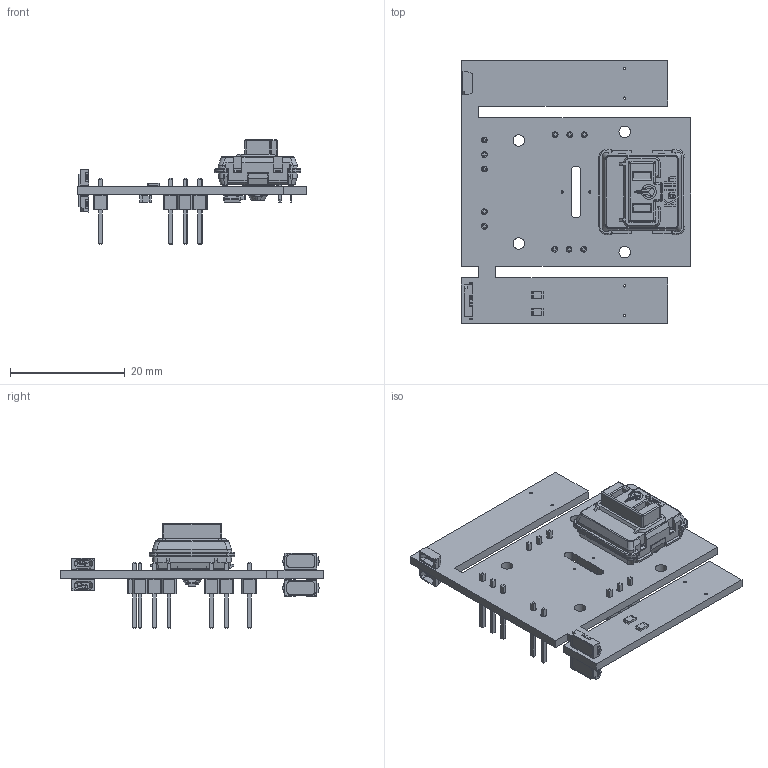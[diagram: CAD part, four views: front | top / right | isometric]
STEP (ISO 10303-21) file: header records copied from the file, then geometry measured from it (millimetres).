
FILE_DESCRIPTION(('KiCad electronic assembly'),'2;1');
FILE_NAME('button_pcb_v1.0.step','2025-12-17T21:27:59',('Pcbnew'),( 'Kicad'),'Open CASCADE STEP processor 7.9','KiCad to STEP converter' ,'Unknown');
FILE_SCHEMA(('AUTOMOTIVE_DESIGN { 1 0 10303 214 1 1 1 1 }'));
Length unit declared in the file: millimetre
Products named in the file (11): button_pcb_v1.0 1; LUXEON_3014; User Library-WS2812-4020; SW_Kailh_Choc_V1; R_0805_2012Metric; PinHeader_1x03_P2.54mm_Vertical; C_0603_1608Metric; SOT-23-3; C_0805_2012Metric; PinHeader_1x02_P2.54mm_Vertical; button_PCB
Assembly tree (15 placements, depth 2):
  button_pcb_v1.0 1
    LUXEON_3014  x2
    User Library-WS2812-4020  x2
    SW_Kailh_Choc_V1
    R_0805_2012Metric  x2
    PinHeader_1x03_P2.54mm_Vertical  x3
    C_0603_1608Metric
    SOT-23-3
    C_0805_2012Metric
    PinHeader_1x02_P2.54mm_Vertical
    button_PCB
Bounding box: 40 x 46 x 18.27 mm (x, y, z)
Volume: 3585.7 mm3; surface area: 6179.9 mm2
Topology: 37 solids, 37 shells, 1361 faces, 3562 edges, 2310 vertices
Faces by surface type: plane 863, bspline 389, cylinder 109
Full cylindrical faces by diameter (mm): 0.4 x6, 1 x11, 1.2 x1, 1.9 x1, 2 x4, 2.5 x1, 5 x1
Entity records: 37406 total; most frequent: CARTESIAN_POINT 10657, ORIENTED_EDGE 5328, DIRECTION 2690, EDGE_CURVE 2664, VERTEX_POINT 1724, B_SPLINE_CURVE_WITH_KNOTS 1269, FACE_BOUND 1110, EDGE_LOOP 1110
